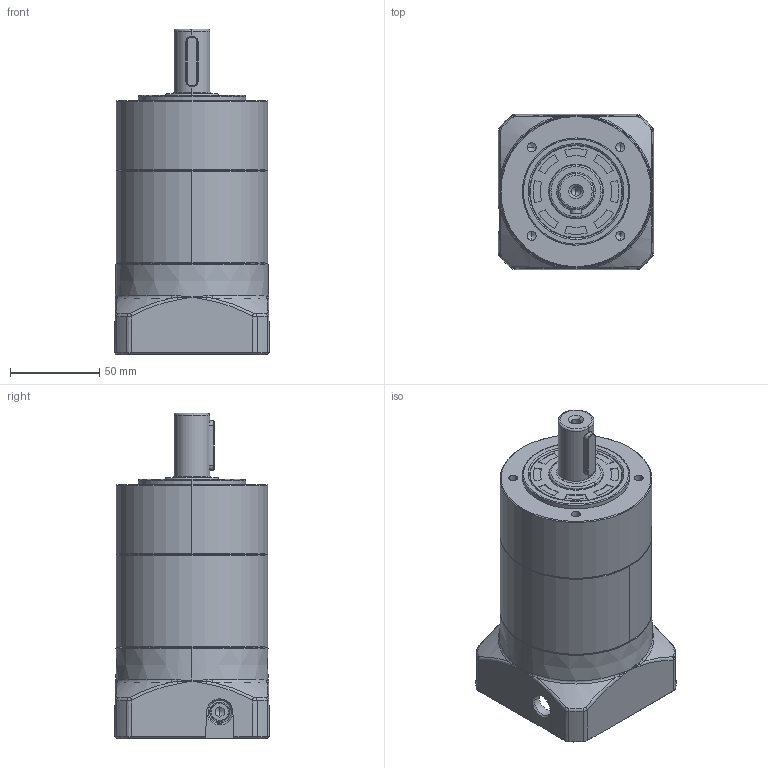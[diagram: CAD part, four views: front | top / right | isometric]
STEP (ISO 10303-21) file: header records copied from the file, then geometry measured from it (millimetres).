
FILE_DESCRIPTION (( 'STEP AP214' ), '1' );
FILE_NAME ('FE-090-L2-P2-¦µ19-¦µ80-¦µ100-M6-42.STEP', '2024-01-04T05:37:08', ( 'admin' ), ( '' ), 'SwSTEP 2.0', 'SolidWorks 2013', '' );
FILE_SCHEMA (( 'AUTOMOTIVE_DESIGN' ));
Length unit declared in the file: millimetre
Products named in the file (9): 镂空输入法兰FE090-80X51XM6; 怀堤俴陎殤FE090-C20; 内齿圈FE090-S108; FBK嘎殤蚐猾 KG30x52x6; M5樓粟菜; A倰す瑩6X28; 单边锁输入轴FE090-19(带螺丝); 怀堤傷褲极FE090; FE-090-L2-P2-朴19-朴80-朴100-M6-42
Assembly tree (13 placements, depth 2):
  FE-090-L2-P2-朴19-朴80-朴100-M6-42
    怀堤傷褲极FE090
    单边锁输入轴FE090-19(带螺丝)
    A倰す瑩6X28
    M5樓粟菜  x6
    FBK嘎殤蚐猾 KG30x52x6
    内齿圈FE090-S108
    怀堤俴陎殤FE090-C20
    镂空输入法兰FE090-80X51XM6
Bounding box: 86.77 x 86.77 x 182 mm (x, y, z)
Volume: 493469 mm3; surface area: 135043.6 mm2
Topology: 7 solids, 20 shells, 1212 faces, 3034 edges, 1835 vertices
Faces by surface type: bspline 341, cylinder 257, plane 245, cone 216, torus 98, sphere 55
Entity records: 48863 total; most frequent: CARTESIAN_POINT 26656, ORIENTED_EDGE 5199, DIRECTION 3635, EDGE_CURVE 2606, VERTEX_POINT 1606, AXIS2_PLACEMENT_3D 1528, EDGE_LOOP 1162, B_SPLINE_CURVE_WITH_KNOTS 1131
